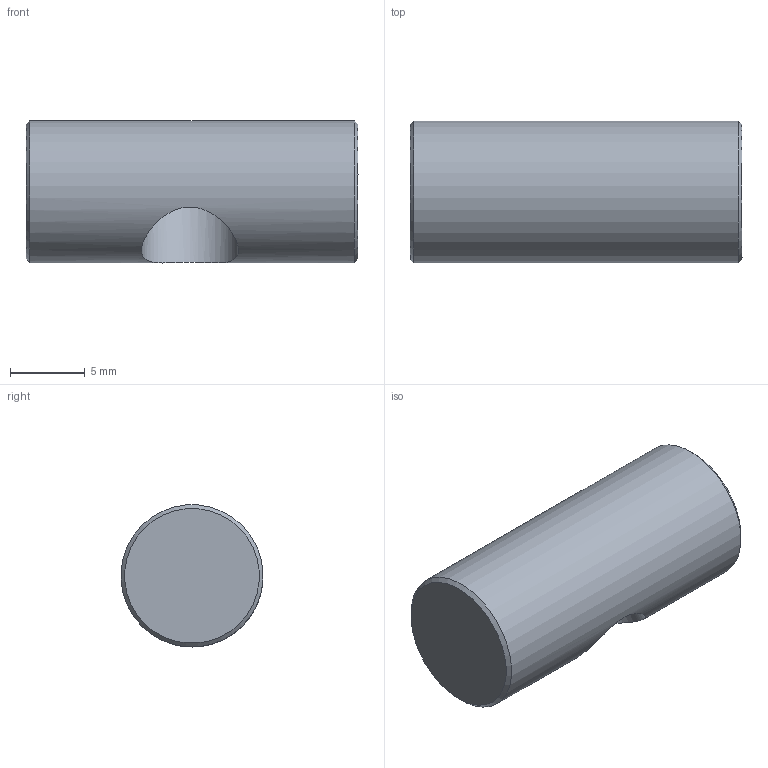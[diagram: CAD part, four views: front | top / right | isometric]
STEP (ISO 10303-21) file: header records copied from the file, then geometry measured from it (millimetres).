
FILE_DESCRIPTION(/* description */ ('LAUNCH BAR SWITCH CAP'),/* implementation_level */ '2;1');
FILE_NAME(/* name */ 'OH4A3A1-15_LAUNCH BAR SWITCH CAP_-_V60.step',/* time_stamp */ '2023-05-31T19:15:05-05:00',/* author */ (''),/* organization */ (''),/* preprocessor_version */ 'ST-DEVELOPER v19.2',/* originating_system */ 'Autodesk Translation Framework v12.4.0.73',/* authorisation */ '');
FILE_SCHEMA (('AUTOMOTIVE_DESIGN { 1 0 10303 214 3 1 1 }'));
Length unit declared in the file: inch
Products named in the file (1): OH4A3A1-15
Bounding box: 22.23 x 9.49 x 9.51 mm (x, y, z)
Volume: 1370.9 mm3; surface area: 911.6 mm2
Topology: 1 solids, 1 shells, 7 faces, 15 edges, 10 vertices
Faces by surface type: cone 3, cylinder 2, plane 2
Full cylindrical faces by diameter (mm): 6.5 x1, 9.525 x1
Entity records: 259 total; most frequent: CARTESIAN_POINT 72, DIRECTION 33, ORIENTED_EDGE 28, EDGE_CURVE 14, AXIS2_PLACEMENT_3D 14, VERTEX_POINT 10, EDGE_LOOP 8, FACE_OUTER_BOUND 7
